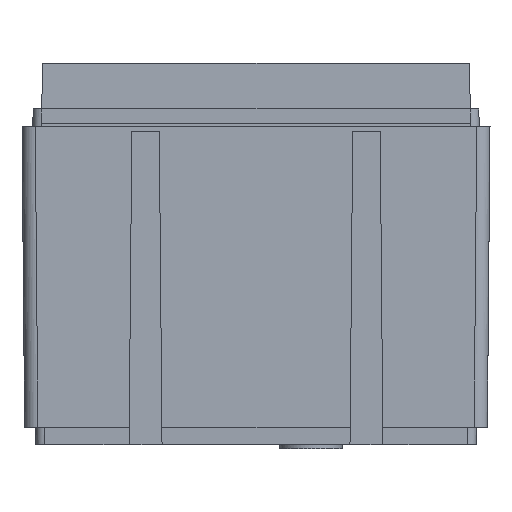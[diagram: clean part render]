
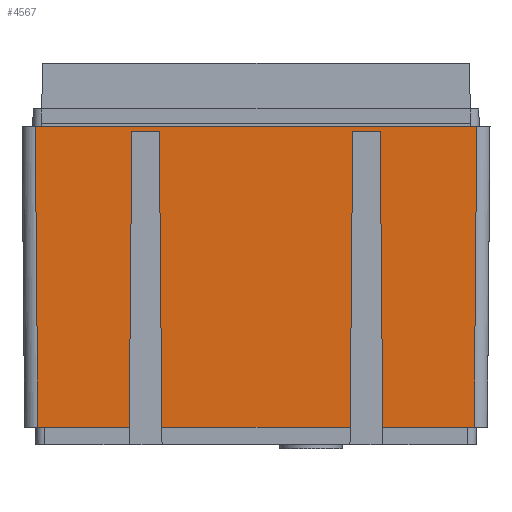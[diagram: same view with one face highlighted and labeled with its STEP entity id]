
A CAD part, front view. The second image highlights one B-rep face of the part: STEP entity #4567.
In plain terms, the highlighted planar face has unit normal (0, -1, -0.009).
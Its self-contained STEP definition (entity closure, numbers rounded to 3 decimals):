
#40 = CARTESIAN_POINT ( 'NONE',  ( -7.076, -26.94, -6.833 ) ) ;
#97 = CARTESIAN_POINT ( 'NONE',  ( -7.125, -26.892, -12.417 ) ) ;
#202 = CARTESIAN_POINT ( 'NONE',  ( -5.326, -26.843, -18. ) ) ;
#426 = EDGE_CURVE ( 'NONE', #10804, #12120, #11078, .T. ) ;
#742 = CARTESIAN_POINT ( 'NONE',  ( -12.491, -26.991, -1. ) ) ;
#822 = VECTOR ( 'NONE', #7441, 1000. ) ;
#1296 = VERTEX_POINT ( 'NONE', #15125 ) ;
#1484 = EDGE_CURVE ( 'NONE', #3853, #10207, #5627, .T. ) ;
#1558 = EDGE_CURVE ( 'NONE', #15296, #11633, #7821, .T. ) ;
#1730 = VERTEX_POINT ( 'NONE', #12005 ) ;
#1781 = CARTESIAN_POINT ( 'NONE',  ( 5.375, -26.892, -12.417 ) ) ;
#1938 = CARTESIAN_POINT ( 'NONE',  ( -12.392, -26.892, -12.333 ) ) ;
#1986 = AXIS2_PLACEMENT_3D ( 'NONE', #12041, #5810, #2299 ) ;
#2160 = LINE ( 'NONE', #7214, #4831 ) ;
#2299 = DIRECTION ( 'NONE',  ( 0., 0.009, -1. ) ) ;
#2393 = ORIENTED_EDGE ( 'NONE', *, *, #8468, .T. ) ;
#2419 = CARTESIAN_POINT ( 'NONE',  ( 7.174, -26.843, -18. ) ) ;
#2501 = CARTESIAN_POINT ( 'NONE',  ( 0., -26.991, -1. ) ) ;
#2932 = ORIENTED_EDGE ( 'NONE', *, *, #15536, .F. ) ;
#3277 = VECTOR ( 'NONE', #11482, 1000. ) ;
#3387 = DIRECTION ( 'NONE',  ( -1., 0., 0. ) ) ;
#3535 = CARTESIAN_POINT ( 'NONE',  ( 7.027, -26.989, -1.25 ) ) ;
#3750 = ORIENTED_EDGE ( 'NONE', *, *, #9808, .T. ) ;
#3853 = VERTEX_POINT ( 'NONE', #5396 ) ;
#4120 = LINE ( 'NONE', #4571, #13390 ) ;
#4342 = CARTESIAN_POINT ( 'NONE',  ( 7.076, -26.94, -6.833 ) ) ;
#4386 = CARTESIAN_POINT ( 'NONE',  ( -12.343, -26.843, -18. ) ) ;
#4567 = ADVANCED_FACE ( 'NONE', ( #5012 ), #13373, .T. ) ;
#4571 = CARTESIAN_POINT ( 'NONE',  ( -6.25, -26.989, -1.25 ) ) ;
#4831 = VECTOR ( 'NONE', #8198, 1000. ) ;
#4982 = ORIENTED_EDGE ( 'NONE', *, *, #7282, .F. ) ;
#5012 = FACE_OUTER_BOUND ( 'NONE', #11233, .T. ) ;
#5396 = CARTESIAN_POINT ( 'NONE',  ( 5.326, -26.843, -18. ) ) ;
#5454 = CARTESIAN_POINT ( 'NONE',  ( 5.473, -26.989, -1.25 ) ) ;
#5627 = B_SPLINE_CURVE_WITH_KNOTS ( 'NONE', 3,
 ( #15429, #1781, #12871, #5454 ),
 .UNSPECIFIED., .F., .F.,
 ( 4, 4 ),
 ( 0., 1. ),
 .UNSPECIFIED. ) ;
#5708 = CARTESIAN_POINT ( 'NONE',  ( 12.442, -26.942, -6.667 ) ) ;
#5810 = DIRECTION ( 'NONE',  ( 0., -1., -0.009 ) ) ;
#5996 = B_SPLINE_CURVE_WITH_KNOTS ( 'NONE', 3,
 ( #11747, #4342, #6542, #2419 ),
 .UNSPECIFIED., .F., .F.,
 ( 4, 4 ),
 ( 0., 1. ),
 .UNSPECIFIED. ) ;
#6046 = CARTESIAN_POINT ( 'NONE',  ( -12.343, -26.843, -18. ) ) ;
#6153 = LINE ( 'NONE', #8459, #11568 ) ;
#6175 = CARTESIAN_POINT ( 'NONE',  ( -7.027, -26.989, -1.25 ) ) ;
#6491 = ORIENTED_EDGE ( 'NONE', *, *, #9902, .T. ) ;
#6542 = CARTESIAN_POINT ( 'NONE',  ( 7.125, -26.892, -12.417 ) ) ;
#7038 = EDGE_CURVE ( 'NONE', #1296, #15296, #11373, .T. ) ;
#7214 = CARTESIAN_POINT ( 'NONE',  ( -10.133, -26.843, -18. ) ) ;
#7254 = CARTESIAN_POINT ( 'NONE',  ( -5.473, -26.989, -1.25 ) ) ;
#7282 = EDGE_CURVE ( 'NONE', #13290, #10207, #14128, .T. ) ;
#7377 = CARTESIAN_POINT ( 'NONE',  ( -5.473, -26.989, -1.25 ) ) ;
#7408 = CARTESIAN_POINT ( 'NONE',  ( 7.174, -26.843, -18. ) ) ;
#7441 = DIRECTION ( 'NONE',  ( -1., 0., 0. ) ) ;
#7821 = B_SPLINE_CURVE_WITH_KNOTS ( 'NONE', 3,
 ( #742, #11841, #1938, #4386 ),
 .UNSPECIFIED., .F., .F.,
 ( 4, 4 ),
 ( 0., 1. ),
 .UNSPECIFIED. ) ;
#8161 = B_SPLINE_CURVE_WITH_KNOTS ( 'NONE', 3,
 ( #7254, #8352, #12334, #202 ),
 .UNSPECIFIED., .F., .F.,
 ( 4, 4 ),
 ( 0., 1. ),
 .UNSPECIFIED. ) ;
#8198 = DIRECTION ( 'NONE',  ( 1., 0., 0. ) ) ;
#8352 = CARTESIAN_POINT ( 'NONE',  ( -5.424, -26.94, -6.833 ) ) ;
#8459 = CARTESIAN_POINT ( 'NONE',  ( 0., -26.843, -18. ) ) ;
#8468 = EDGE_CURVE ( 'NONE', #11633, #10804, #2160, .T. ) ;
#8657 = B_SPLINE_CURVE_WITH_KNOTS ( 'NONE', 3,
 ( #14381, #14274, #5708, #15735 ),
 .UNSPECIFIED., .F., .F.,
 ( 4, 4 ),
 ( 0., 1. ),
 .UNSPECIFIED. ) ;
#8746 = EDGE_CURVE ( 'NONE', #13485, #1730, #10223, .T. ) ;
#9002 = CARTESIAN_POINT ( 'NONE',  ( 10.133, -26.843, -18. ) ) ;
#9778 = CARTESIAN_POINT ( 'NONE',  ( -7.174, -26.843, -18. ) ) ;
#9808 = EDGE_CURVE ( 'NONE', #12957, #3853, #6153, .T. ) ;
#9830 = CARTESIAN_POINT ( 'NONE',  ( -7.027, -26.989, -1.25 ) ) ;
#9902 = EDGE_CURVE ( 'NONE', #13290, #13485, #5996, .T. ) ;
#10207 = VERTEX_POINT ( 'NONE', #11125 ) ;
#10223 = LINE ( 'NONE', #9002, #3277 ) ;
#10436 = ORIENTED_EDGE ( 'NONE', *, *, #1558, .T. ) ;
#10655 = DIRECTION ( 'NONE',  ( -1., 0., 0. ) ) ;
#10804 = VERTEX_POINT ( 'NONE', #14028 ) ;
#11078 = B_SPLINE_CURVE_WITH_KNOTS ( 'NONE', 3,
 ( #9778, #97, #40, #9830 ),
 .UNSPECIFIED., .F., .F.,
 ( 4, 4 ),
 ( 0., 1. ),
 .UNSPECIFIED. ) ;
#11125 = CARTESIAN_POINT ( 'NONE',  ( 5.473, -26.989, -1.25 ) ) ;
#11233 = EDGE_LOOP ( 'NONE', ( #4982, #6491, #14366, #14417, #13976, #10436, #2393, #12418, #2932, #13738, #3750, #14210 ) ) ;
#11280 = CARTESIAN_POINT ( 'NONE',  ( -5.326, -26.843, -18. ) ) ;
#11373 = LINE ( 'NONE', #2501, #822 ) ;
#11388 = CARTESIAN_POINT ( 'NONE',  ( -12.491, -26.991, -1. ) ) ;
#11482 = DIRECTION ( 'NONE',  ( 1., 0., 0. ) ) ;
#11568 = VECTOR ( 'NONE', #12240, 1000. ) ;
#11633 = VERTEX_POINT ( 'NONE', #6046 ) ;
#11747 = CARTESIAN_POINT ( 'NONE',  ( 7.027, -26.989, -1.25 ) ) ;
#11841 = CARTESIAN_POINT ( 'NONE',  ( -12.442, -26.942, -6.667 ) ) ;
#12005 = CARTESIAN_POINT ( 'NONE',  ( 12.343, -26.843, -18. ) ) ;
#12041 = CARTESIAN_POINT ( 'NONE',  ( -12.491, -26.991, -1. ) ) ;
#12120 = VERTEX_POINT ( 'NONE', #6175 ) ;
#12240 = DIRECTION ( 'NONE',  ( 1., 0., 0. ) ) ;
#12334 = CARTESIAN_POINT ( 'NONE',  ( -5.375, -26.892, -12.417 ) ) ;
#12363 = VECTOR ( 'NONE', #10655, 1000. ) ;
#12418 = ORIENTED_EDGE ( 'NONE', *, *, #426, .T. ) ;
#12871 = CARTESIAN_POINT ( 'NONE',  ( 5.424, -26.94, -6.833 ) ) ;
#12957 = VERTEX_POINT ( 'NONE', #11280 ) ;
#13290 = VERTEX_POINT ( 'NONE', #3535 ) ;
#13373 = PLANE ( 'NONE',  #1986 ) ;
#13390 = VECTOR ( 'NONE', #3387, 1000. ) ;
#13485 = VERTEX_POINT ( 'NONE', #7408 ) ;
#13738 = ORIENTED_EDGE ( 'NONE', *, *, #14767, .T. ) ;
#13976 = ORIENTED_EDGE ( 'NONE', *, *, #7038, .T. ) ;
#14028 = CARTESIAN_POINT ( 'NONE',  ( -7.174, -26.843, -18. ) ) ;
#14128 = LINE ( 'NONE', #14364, #12363 ) ;
#14210 = ORIENTED_EDGE ( 'NONE', *, *, #1484, .T. ) ;
#14274 = CARTESIAN_POINT ( 'NONE',  ( 12.392, -26.892, -12.333 ) ) ;
#14329 = VERTEX_POINT ( 'NONE', #7377 ) ;
#14364 = CARTESIAN_POINT ( 'NONE',  ( 6.25, -26.989, -1.25 ) ) ;
#14366 = ORIENTED_EDGE ( 'NONE', *, *, #8746, .T. ) ;
#14381 = CARTESIAN_POINT ( 'NONE',  ( 12.343, -26.843, -18. ) ) ;
#14417 = ORIENTED_EDGE ( 'NONE', *, *, #15100, .T. ) ;
#14767 = EDGE_CURVE ( 'NONE', #14329, #12957, #8161, .T. ) ;
#15100 = EDGE_CURVE ( 'NONE', #1730, #1296, #8657, .T. ) ;
#15125 = CARTESIAN_POINT ( 'NONE',  ( 12.491, -26.991, -1. ) ) ;
#15296 = VERTEX_POINT ( 'NONE', #11388 ) ;
#15429 = CARTESIAN_POINT ( 'NONE',  ( 5.326, -26.843, -18. ) ) ;
#15536 = EDGE_CURVE ( 'NONE', #14329, #12120, #4120, .T. ) ;
#15735 = CARTESIAN_POINT ( 'NONE',  ( 12.491, -26.991, -1. ) ) ;
